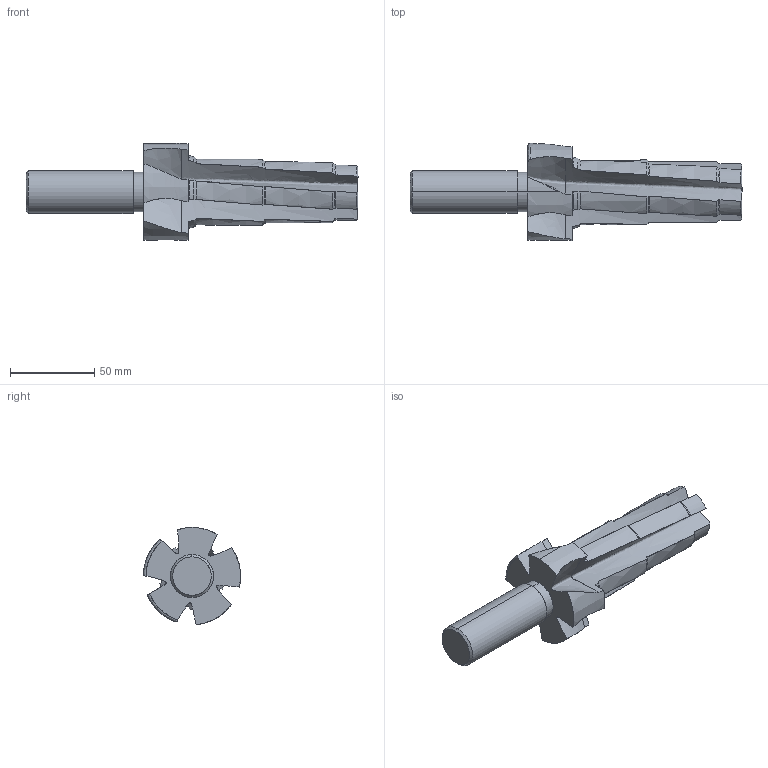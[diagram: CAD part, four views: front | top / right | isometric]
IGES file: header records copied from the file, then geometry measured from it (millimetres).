
Start section: SolidWorks IGES file using analytic representation for surfaces
Global section: file name: CT-20-3FO-HSS.IGS; native system: SolidWorks 2014; preprocessor: SolidWorks 2014; author: martinw; date: 160321.113201; units: inch
Bounding box: 196.85 x 57.64 x 57.55 mm (x, y, z)
Surface area: 33312.2 mm2 (no closed solid volume)
Topology: 0 solids, 0 shells, 92 faces, 1347 edges, 1347 vertices
Faces by surface type: revolution 55, bspline 37
